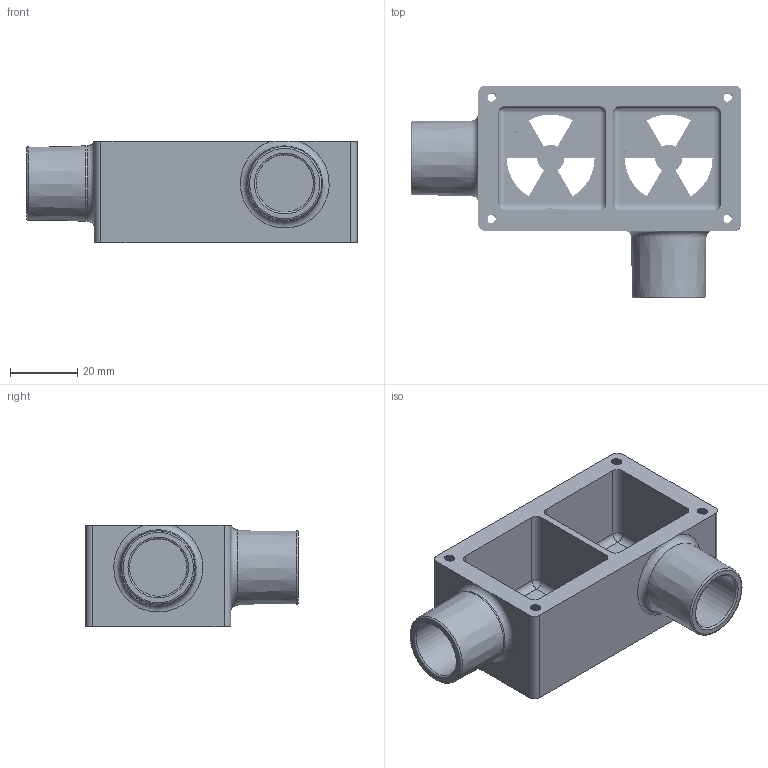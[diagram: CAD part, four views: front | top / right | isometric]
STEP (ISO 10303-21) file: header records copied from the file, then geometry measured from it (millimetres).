
FILE_DESCRIPTION(/* description */ (''),/* implementation_level */ '2;1');
FILE_NAME(/* name */ 'middle.step',/* time_stamp */ '2020-12-18T16:44:29+06:00',/* author */ (''),/* organization */ (''),/* preprocessor_version */ 'ST-DEVELOPER v18.1',/* originating_system */ 'Autodesk Translation Framework v9.7.1.1290',/* authorisation */ '');
FILE_SCHEMA (('AUTOMOTIVE_DESIGN { 1 0 10303 214 3 1 1 }'));
Products named in the file (1): middle
Bounding box: 98 x 63 x 30 mm (x, y, z)
Volume: 50660.5 mm3; surface area: 25896.5 mm2
Topology: 1 solids, 1 shells, 581 faces, 1710 edges, 1131 vertices
Faces by surface type: cylinder 522, plane 34, bspline 8, sphere 8, torus 7, cone 2
Full cylindrical faces by diameter (mm): 2.529 x120, 3 x2, 3.086 x68, 17 x2, 22.4 x1, 26 x2
Entity records: 45608 total; most frequent: CARTESIAN_POINT 31953, ORIENTED_EDGE 3420, DIRECTION 1980, EDGE_CURVE 1710, VERTEX_POINT 1131, B_SPLINE_CURVE_WITH_KNOTS 996, AXIS2_PLACEMENT_3D 692, EDGE_LOOP 605
